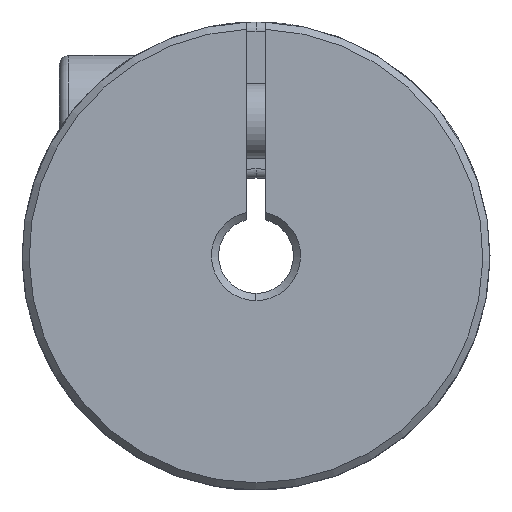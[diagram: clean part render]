
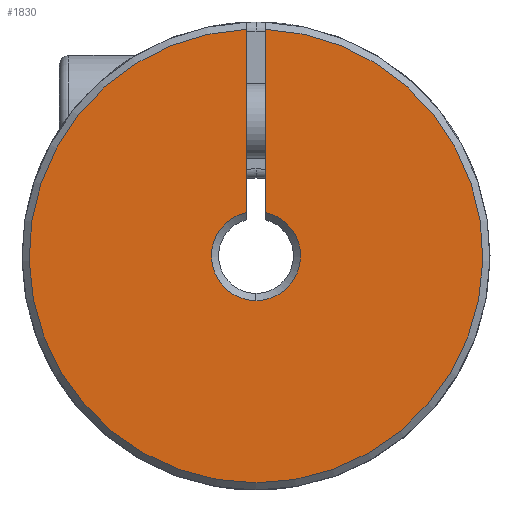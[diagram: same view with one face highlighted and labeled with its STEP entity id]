
A CAD part, left-side view. The second image highlights one B-rep face of the part: STEP entity #1830.
In plain terms, the highlighted planar face has unit normal (-1, 0, 0).
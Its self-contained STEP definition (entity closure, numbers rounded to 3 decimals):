
#1232 = EDGE_LOOP ( 'NONE', ( #4772, #4773, #4774, #4775, #4776 ) ) ;
#1830 = ADVANCED_FACE ( 'NONE', ( #6163 ), #6992, .T. ) ;
#2096 = VERTEX_POINT ( 'NONE', #7279 ) ;
#2097 = VERTEX_POINT ( 'NONE', #7280 ) ;
#2137 = VERTEX_POINT ( 'NONE', #7320 ) ;
#2138 = VERTEX_POINT ( 'NONE', #7321 ) ;
#2139 = VERTEX_POINT ( 'NONE', #7322 ) ;
#3807 = EDGE_CURVE ( 'NONE', #2096, #2097, #9635, .T. ) ;
#4217 = EDGE_CURVE ( 'NONE', #2138, #2139, #9706, .T. ) ;
#4220 = EDGE_CURVE ( 'NONE', #2138, #2096, #9717, .T. ) ;
#4221 = EDGE_CURVE ( 'NONE', #2137, #2139, #9719, .T. ) ;
#4222 = EDGE_CURVE ( 'NONE', #2097, #2137, #9702, .T. ) ;
#4772 = ORIENTED_EDGE ( 'NONE', *, *, #4222, .F. ) ;
#4773 = ORIENTED_EDGE ( 'NONE', *, *, #3807, .F. ) ;
#4774 = ORIENTED_EDGE ( 'NONE', *, *, #4220, .F. ) ;
#4775 = ORIENTED_EDGE ( 'NONE', *, *, #4217, .T. ) ;
#4776 = ORIENTED_EDGE ( 'NONE', *, *, #4221, .F. ) ;
#6163 = FACE_OUTER_BOUND ( 'NONE', #1232, .T. ) ;
#6991 = CARTESIAN_POINT ( 'NONE',  ( -17., 0., 0. ) ) ;
#6992 = PLANE ( 'NONE',  #7775 ) ;
#6997 = DIRECTION ( 'NONE',  ( -1., 0., 0. ) ) ;
#6998 = DIRECTION ( 'NONE',  ( 0., 0., -1. ) ) ;
#7279 = CARTESIAN_POINT ( 'NONE',  ( -17., 0., -2.381 ) ) ;
#7280 = CARTESIAN_POINT ( 'NONE',  ( -17., -0.5, 2.328 ) ) ;
#7320 = CARTESIAN_POINT ( 'NONE',  ( -17., -0.5, 12.109 ) ) ;
#7321 = CARTESIAN_POINT ( 'NONE',  ( -17., 0.5, 2.328 ) ) ;
#7322 = CARTESIAN_POINT ( 'NONE',  ( -17., 0.5, 12.109 ) ) ;
#7775 = AXIS2_PLACEMENT_3D ( 'NONE', #6991, #6997, #6998 ) ;
#7939 = AXIS2_PLACEMENT_3D ( 'NONE', #8773, #8774, #8775 ) ;
#7980 = AXIS2_PLACEMENT_3D ( 'NONE', #9083, #9085, #9086 ) ;
#7982 = AXIS2_PLACEMENT_3D ( 'NONE', #9080, #9081, #9082 ) ;
#8773 = CARTESIAN_POINT ( 'NONE',  ( -17., 0., 0. ) ) ;
#8774 = DIRECTION ( 'NONE',  ( -1., 0., 0. ) ) ;
#8775 = DIRECTION ( 'NONE',  ( 0., 0., -1. ) ) ;
#9074 = CARTESIAN_POINT ( 'NONE',  ( -17., 0.5, 0. ) ) ;
#9075 = DIRECTION ( 'NONE',  ( 0., 0., 1. ) ) ;
#9080 = CARTESIAN_POINT ( 'NONE',  ( -17., 0., 0. ) ) ;
#9081 = DIRECTION ( 'NONE',  ( -1., 0., 0. ) ) ;
#9082 = DIRECTION ( 'NONE',  ( 0., 0., -1. ) ) ;
#9083 = CARTESIAN_POINT ( 'NONE',  ( -17., 0., 0. ) ) ;
#9085 = DIRECTION ( 'NONE',  ( 1., 0., 0. ) ) ;
#9086 = DIRECTION ( 'NONE',  ( 0., 0., -1. ) ) ;
#9087 = CARTESIAN_POINT ( 'NONE',  ( -17., -0.5, 0. ) ) ;
#9088 = DIRECTION ( 'NONE',  ( 0., 0., 1. ) ) ;
#9635 = CIRCLE ( 'NONE', #7939, 2.381 ) ;
#9702 = LINE ( 'NONE', #9087, #9708 ) ;
#9704 = VECTOR ( 'NONE', #9075, 1000. ) ;
#9706 = LINE ( 'NONE', #9074, #9704 ) ;
#9708 = VECTOR ( 'NONE', #9088, 1000. ) ;
#9717 = CIRCLE ( 'NONE', #7982, 2.381 ) ;
#9719 = CIRCLE ( 'NONE', #7980, 12.119 ) ;
